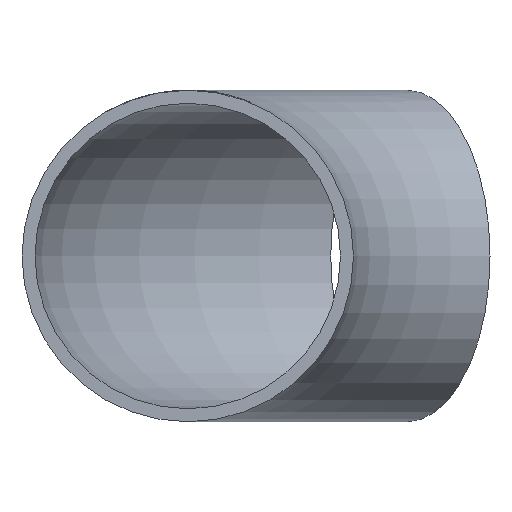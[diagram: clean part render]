
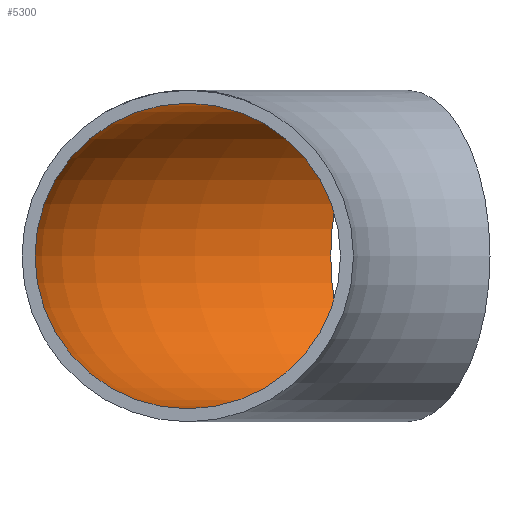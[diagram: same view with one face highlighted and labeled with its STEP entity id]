
A CAD part, front view. The second image highlights one B-rep face of the part: STEP entity #5300.
In plain terms, the highlighted toroidal (fillet/blend) face has major radius 67.5 mm and minor radius 23.5 mm.
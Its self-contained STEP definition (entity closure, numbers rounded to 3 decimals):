
#678 = CARTESIAN_POINT ( 'NONE',  ( -45.5, 78.808, 0. ) ) ;
#748 = ORIENTED_EDGE ( 'NONE', *, *, #15738, .T. ) ;
#941 = VERTEX_POINT ( 'NONE', #678 ) ;
#1234 = AXIS2_PLACEMENT_3D ( 'NONE', #3708, #5062, #6519 ) ;
#1534 = CARTESIAN_POINT ( 'NONE',  ( 0., 0., 0. ) ) ;
#1805 = FACE_OUTER_BOUND ( 'NONE', #11920, .T. ) ;
#1963 = CARTESIAN_POINT ( 'NONE',  ( -67.5, 0., 23.5 ) ) ;
#2965 = FACE_OUTER_BOUND ( 'NONE', #8777, .T. ) ;
#3339 = CARTESIAN_POINT ( 'NONE',  ( -33.75, 58.457, 0. ) ) ;
#3708 = CARTESIAN_POINT ( 'NONE',  ( -67.5, 0., 0. ) ) ;
#4487 = DIRECTION ( 'NONE',  ( -1., 0., 0. ) ) ;
#5062 = DIRECTION ( 'NONE',  ( 0., 1., 0. ) ) ;
#5300 = ADVANCED_FACE ( 'NONE', ( #2965, #1805 ), #14388, .F. ) ;
#5558 = AXIS2_PLACEMENT_3D ( 'NONE', #3339, #9190, #14737 ) ;
#6519 = DIRECTION ( 'NONE',  ( 0., 0., 1. ) ) ;
#7303 = CIRCLE ( 'NONE', #1234, 23.5 ) ;
#8777 = EDGE_LOOP ( 'NONE', ( #748 ) ) ;
#9190 = DIRECTION ( 'NONE',  ( 0.866, 0.5, 0. ) ) ;
#11920 = EDGE_LOOP ( 'NONE', ( #17423 ) ) ;
#12222 = CIRCLE ( 'NONE', #5558, 23.5 ) ;
#12352 = AXIS2_PLACEMENT_3D ( 'NONE', #1534, #17023, #4487 ) ;
#13188 = VERTEX_POINT ( 'NONE', #1963 ) ;
#14388 = TOROIDAL_SURFACE ( 'NONE', #12352, 67.5, 23.5 ) ;
#14737 = DIRECTION ( 'NONE',  ( -0.5, 0.866, 0. ) ) ;
#15292 = EDGE_CURVE ( 'NONE', #13188, #13188, #7303, .T. ) ;
#15738 = EDGE_CURVE ( 'NONE', #941, #941, #12222, .T. ) ;
#17023 = DIRECTION ( 'NONE',  ( 0., 0., -1. ) ) ;
#17423 = ORIENTED_EDGE ( 'NONE', *, *, #15292, .F. ) ;
